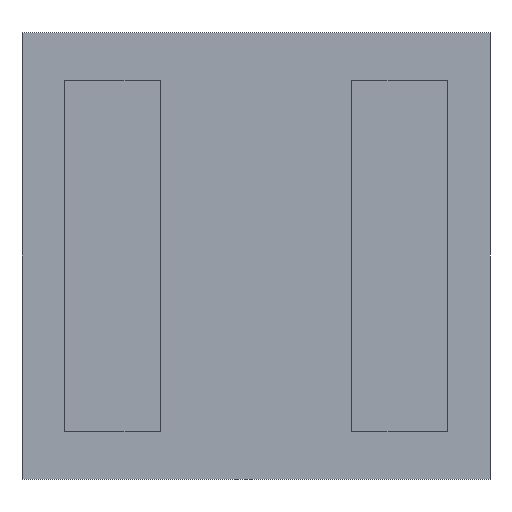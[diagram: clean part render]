
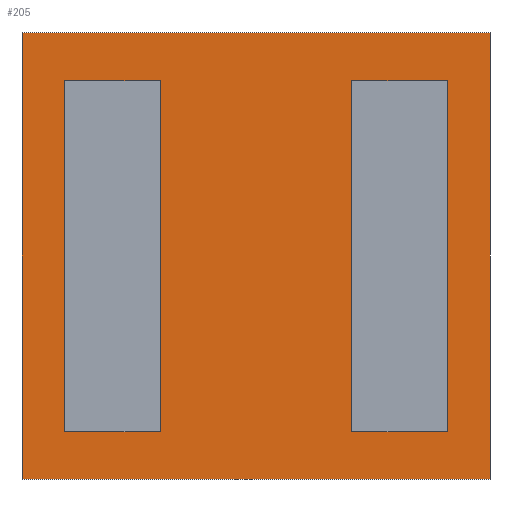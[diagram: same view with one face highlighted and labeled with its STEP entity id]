
A CAD part, front view. The second image highlights one B-rep face of the part: STEP entity #205.
In plain terms, the highlighted planar face has unit normal (0, -1, 0).
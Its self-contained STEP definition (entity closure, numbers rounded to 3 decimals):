
#83 = VERTEX_POINT('',#84);
#84 = CARTESIAN_POINT('',(-1.1,0.,1.05));
#90 = EDGE_CURVE('',#83,#91,#93,.T.);
#91 = VERTEX_POINT('',#92);
#92 = CARTESIAN_POINT('',(1.1,0.,1.05));
#93 = LINE('',#94,#95);
#94 = CARTESIAN_POINT('',(-1.1,0.,1.05));
#95 = VECTOR('',#96,1.);
#96 = DIRECTION('',(1.,0.,0.));
#114 = VERTEX_POINT('',#115);
#115 = CARTESIAN_POINT('',(-1.1,0.,-1.05));
#121 = EDGE_CURVE('',#114,#83,#122,.T.);
#122 = LINE('',#123,#124);
#123 = CARTESIAN_POINT('',(-1.1,0.,-1.05));
#124 = VECTOR('',#125,1.);
#125 = DIRECTION('',(0.,0.,1.));
#138 = VERTEX_POINT('',#139);
#139 = CARTESIAN_POINT('',(1.1,0.,-1.05));
#145 = EDGE_CURVE('',#138,#114,#146,.T.);
#146 = LINE('',#147,#148);
#147 = CARTESIAN_POINT('',(-1.1,0.,-1.05));
#148 = VECTOR('',#149,1.);
#149 = DIRECTION('',(-1.,0.,0.));
#162 = EDGE_CURVE('',#91,#138,#163,.T.);
#163 = LINE('',#164,#165);
#164 = CARTESIAN_POINT('',(1.1,0.,-1.05));
#165 = VECTOR('',#166,1.);
#166 = DIRECTION('',(0.,0.,-1.));
#205 = ADVANCED_FACE('',(#206,#240,#246),#280,.F.);
#206 = FACE_BOUND('',#207,.T.);
#207 = EDGE_LOOP('',(#208,#218,#226,#234));
#208 = ORIENTED_EDGE('',*,*,#209,.F.);
#209 = EDGE_CURVE('',#210,#212,#214,.T.);
#210 = VERTEX_POINT('',#211);
#211 = CARTESIAN_POINT('',(0.45,0.,-0.825));
#212 = VERTEX_POINT('',#213);
#213 = CARTESIAN_POINT('',(0.9,0.,-0.825));
#214 = LINE('',#215,#216);
#215 = CARTESIAN_POINT('',(1.1,0.,-0.825));
#216 = VECTOR('',#217,1.);
#217 = DIRECTION('',(1.,0.,0.));
#218 = ORIENTED_EDGE('',*,*,#219,.F.);
#219 = EDGE_CURVE('',#220,#210,#222,.T.);
#220 = VERTEX_POINT('',#221);
#221 = CARTESIAN_POINT('',(0.45,0.,0.825));
#222 = LINE('',#223,#224);
#223 = CARTESIAN_POINT('',(0.45,0.,1.05));
#224 = VECTOR('',#225,1.);
#225 = DIRECTION('',(0.,0.,-1.));
#226 = ORIENTED_EDGE('',*,*,#227,.F.);
#227 = EDGE_CURVE('',#228,#220,#230,.T.);
#228 = VERTEX_POINT('',#229);
#229 = CARTESIAN_POINT('',(0.9,0.,0.825));
#230 = LINE('',#231,#232);
#231 = CARTESIAN_POINT('',(1.1,0.,0.825));
#232 = VECTOR('',#233,1.);
#233 = DIRECTION('',(-1.,0.,0.));
#234 = ORIENTED_EDGE('',*,*,#235,.F.);
#235 = EDGE_CURVE('',#212,#228,#236,.T.);
#236 = LINE('',#237,#238);
#237 = CARTESIAN_POINT('',(0.9,0.,1.05));
#238 = VECTOR('',#239,1.);
#239 = DIRECTION('',(0.,0.,1.));
#240 = FACE_BOUND('',#241,.T.);
#241 = EDGE_LOOP('',(#242,#243,#244,#245));
#242 = ORIENTED_EDGE('',*,*,#90,.F.);
#243 = ORIENTED_EDGE('',*,*,#121,.F.);
#244 = ORIENTED_EDGE('',*,*,#145,.F.);
#245 = ORIENTED_EDGE('',*,*,#162,.F.);
#246 = FACE_BOUND('',#247,.T.);
#247 = EDGE_LOOP('',(#248,#258,#266,#274));
#248 = ORIENTED_EDGE('',*,*,#249,.F.);
#249 = EDGE_CURVE('',#250,#252,#254,.T.);
#250 = VERTEX_POINT('',#251);
#251 = CARTESIAN_POINT('',(-0.9,0.,0.825));
#252 = VERTEX_POINT('',#253);
#253 = CARTESIAN_POINT('',(-0.9,0.,-0.825));
#254 = LINE('',#255,#256);
#255 = CARTESIAN_POINT('',(-0.9,0.,1.05));
#256 = VECTOR('',#257,1.);
#257 = DIRECTION('',(0.,0.,-1.));
#258 = ORIENTED_EDGE('',*,*,#259,.F.);
#259 = EDGE_CURVE('',#260,#250,#262,.T.);
#260 = VERTEX_POINT('',#261);
#261 = CARTESIAN_POINT('',(-0.45,0.,0.825));
#262 = LINE('',#263,#264);
#263 = CARTESIAN_POINT('',(1.1,0.,0.825));
#264 = VECTOR('',#265,1.);
#265 = DIRECTION('',(-1.,0.,0.));
#266 = ORIENTED_EDGE('',*,*,#267,.F.);
#267 = EDGE_CURVE('',#268,#260,#270,.T.);
#268 = VERTEX_POINT('',#269);
#269 = CARTESIAN_POINT('',(-0.45,0.,-0.825));
#270 = LINE('',#271,#272);
#271 = CARTESIAN_POINT('',(-0.45,0.,1.05));
#272 = VECTOR('',#273,1.);
#273 = DIRECTION('',(0.,0.,1.));
#274 = ORIENTED_EDGE('',*,*,#275,.F.);
#275 = EDGE_CURVE('',#252,#268,#276,.T.);
#276 = LINE('',#277,#278);
#277 = CARTESIAN_POINT('',(1.1,0.,-0.825));
#278 = VECTOR('',#279,1.);
#279 = DIRECTION('',(1.,0.,0.));
#280 = PLANE('',#281);
#281 = AXIS2_PLACEMENT_3D('',#282,#283,#284);
#282 = CARTESIAN_POINT('',(1.1,0.,1.05));
#283 = DIRECTION('',(0.,1.,0.));
#284 = DIRECTION('',(0.,0.,1.));
